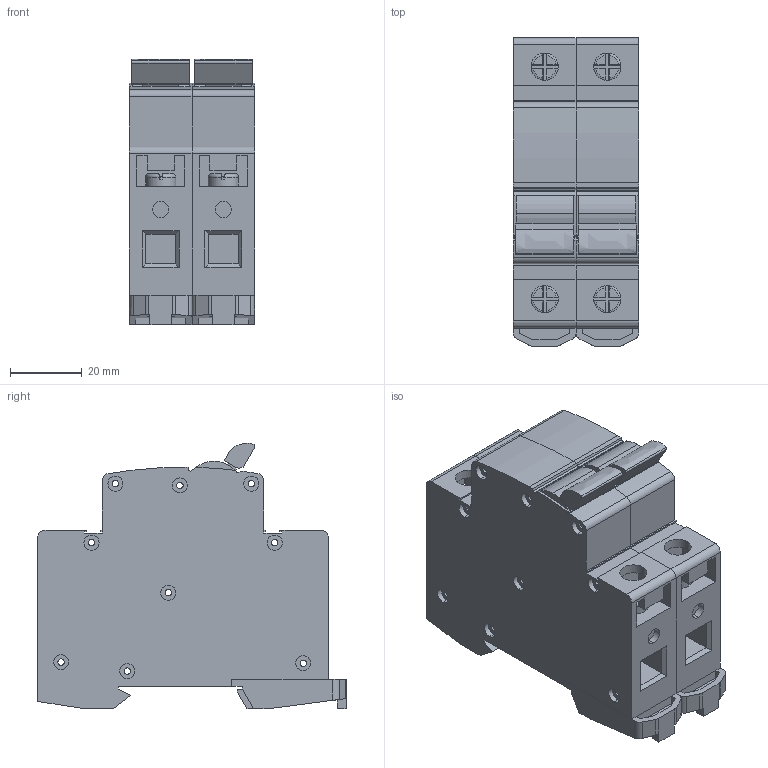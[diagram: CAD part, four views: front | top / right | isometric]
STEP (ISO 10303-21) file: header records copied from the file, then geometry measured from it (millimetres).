
FILE_DESCRIPTION (( 'STEP AP203' ), '1' );
FILE_NAME ('Âûêëþ÷àòåëü àâòîìàòè÷åñêèé AV-6 2P 10A (C) 6êÀ EKF AVERES (mcb6-2-10C-av).STEP', '2022-09-01T13:13:37', ( '' ), ( '' ), 'SwSTEP 2.0', 'SolidWorks 2021', '' );
FILE_SCHEMA (( 'CONFIG_CONTROL_DESIGN' ));
Length unit declared in the file: millimetre
Products named in the file (1): Âûêëþ÷àòåëü àâòîìàòè÷åñêèé AV-6 2P 10A (C) 6êÀ EKF AVERES (mcb6-2-10C-av)
Bounding box: 35 x 86.2 x 74.18 mm (x, y, z)
Volume: 149478.9 mm3; surface area: 38489.4 mm2
Topology: 2 solids, 2 shells, 576 faces, 1498 edges, 984 vertices
Faces by surface type: plane 382, cylinder 184, torus 8, bspline 2
Entity records: 18039 total; most frequent: CARTESIAN_POINT 3517, ORIENTED_EDGE 2996, DIRECTION 2964, EDGE_CURVE 1498, VECTOR 1038, LINE 1038, VERTEX_POINT 984, AXIS2_PLACEMENT_3D 963
